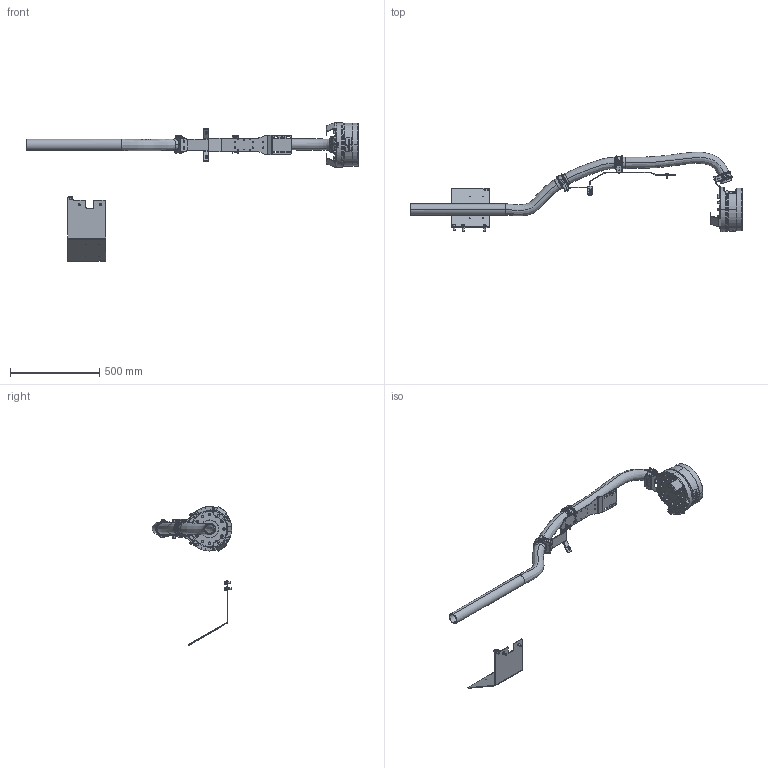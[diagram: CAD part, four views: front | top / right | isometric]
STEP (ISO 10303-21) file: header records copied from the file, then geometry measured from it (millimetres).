
FILE_DESCRIPTION (( 'STEP AP203' ), '1' );
FILE_NAME ('TS152-610.STEP', '2020-02-27T15:28:32', ( '' ), ( '' ), 'SwSTEP 2.0', 'SolidWorks 2017', '' );
FILE_SCHEMA (( 'CONFIG_CONTROL_DESIGN' ));
Products named in the file (1): TS152-610
Bounding box: 1860.72 x 445.64 x 778.35 mm (x, y, z)
Surface area: 1743067.6 mm2 (no closed solid volume)
Topology: 0 solids, 87 shells, 5891 faces, 15421 edges, 9956 vertices
Faces by surface type: plane 2421, bspline 1617, cylinder 1413, cone 253, torus 149, sphere 38
Entity records: 309415 total; most frequent: CARTESIAN_POINT 175727, ORIENTED_EDGE 30476, DIRECTION 23348, EDGE_CURVE 15253, VERTEX_POINT 9920, AXIS2_PLACEMENT_3D 8020, VECTOR 7308, LINE 7308
